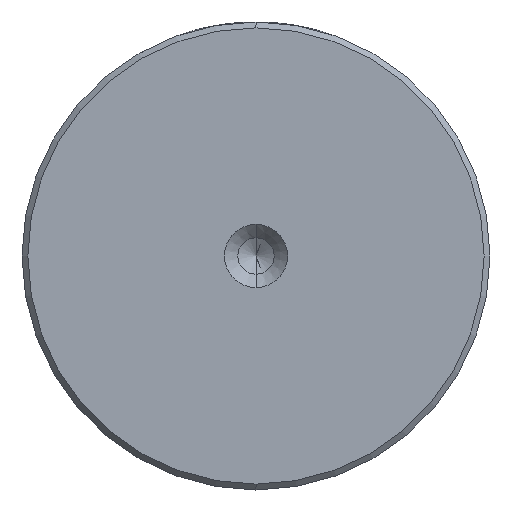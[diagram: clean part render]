
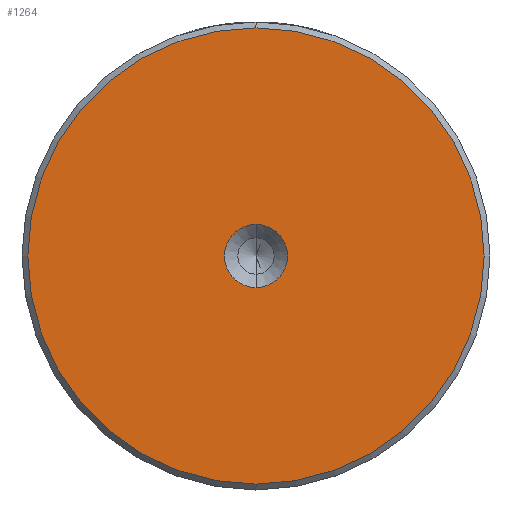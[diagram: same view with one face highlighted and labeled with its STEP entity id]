
A CAD part, left-side view. The second image highlights one B-rep face of the part: STEP entity #1264.
In plain terms, the highlighted planar face has unit normal (-1, 0, 0).
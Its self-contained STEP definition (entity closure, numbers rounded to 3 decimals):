
#127 = DIRECTION ( 'NONE',  ( -1., 0., 0. ) ) ;
#325 = EDGE_CURVE ( 'NONE', #778, #1184, #1182, .T. ) ;
#370 = CARTESIAN_POINT ( 'NONE',  ( 0., 0., 0. ) ) ;
#530 = CARTESIAN_POINT ( 'NONE',  ( 0., 0., 0. ) ) ;
#551 = AXIS2_PLACEMENT_3D ( 'NONE', #370, #2446, #1258 ) ;
#553 = FACE_BOUND ( 'NONE', #1847, .T. ) ;
#619 = CIRCLE ( 'NONE', #701, 2.7 ) ;
#621 = DIRECTION ( 'NONE',  ( -1., 0., 0. ) ) ;
#687 = CARTESIAN_POINT ( 'NONE',  ( 0., 0., 0. ) ) ;
#701 = AXIS2_PLACEMENT_3D ( 'NONE', #687, #2085, #901 ) ;
#717 = PLANE ( 'NONE',  #1557 ) ;
#778 = VERTEX_POINT ( 'NONE', #2080 ) ;
#898 = DIRECTION ( 'NONE',  ( -1., 0., 0. ) ) ;
#901 = DIRECTION ( 'NONE',  ( 0., 0., 1. ) ) ;
#929 = DIRECTION ( 'NONE',  ( 0., 0., 1. ) ) ;
#940 = VERTEX_POINT ( 'NONE', #2131 ) ;
#993 = ORIENTED_EDGE ( 'NONE', *, *, #1293, .T. ) ;
#1010 = FACE_OUTER_BOUND ( 'NONE', #2559, .T. ) ;
#1182 = CIRCLE ( 'NONE', #551, 2.7 ) ;
#1184 = VERTEX_POINT ( 'NONE', #2257 ) ;
#1189 = VERTEX_POINT ( 'NONE', #2479 ) ;
#1258 = DIRECTION ( 'NONE',  ( 0., 0., 1. ) ) ;
#1264 = ADVANCED_FACE ( 'NONE', ( #1010, #553 ), #717, .T. ) ;
#1293 = EDGE_CURVE ( 'NONE', #1189, #940, #2067, .T. ) ;
#1400 = ORIENTED_EDGE ( 'NONE', *, *, #325, .F. ) ;
#1457 = EDGE_CURVE ( 'NONE', #1184, #778, #619, .T. ) ;
#1541 = AXIS2_PLACEMENT_3D ( 'NONE', #2081, #898, #2267 ) ;
#1557 = AXIS2_PLACEMENT_3D ( 'NONE', #530, #127, #929 ) ;
#1582 = ORIENTED_EDGE ( 'NONE', *, *, #1457, .F. ) ;
#1817 = CARTESIAN_POINT ( 'NONE',  ( 0., 0., 0. ) ) ;
#1847 = EDGE_LOOP ( 'NONE', ( #1400, #1582 ) ) ;
#1951 = AXIS2_PLACEMENT_3D ( 'NONE', #1817, #621, #2020 ) ;
#1955 = EDGE_CURVE ( 'NONE', #940, #1189, #2115, .T. ) ;
#2020 = DIRECTION ( 'NONE',  ( 0., 0., 1. ) ) ;
#2067 = CIRCLE ( 'NONE', #1951, 19.5 ) ;
#2080 = CARTESIAN_POINT ( 'NONE',  ( 0., 0., 2.7 ) ) ;
#2081 = CARTESIAN_POINT ( 'NONE',  ( 0., 0., 0. ) ) ;
#2085 = DIRECTION ( 'NONE',  ( -1., 0., 0. ) ) ;
#2114 = ORIENTED_EDGE ( 'NONE', *, *, #1955, .T. ) ;
#2115 = CIRCLE ( 'NONE', #1541, 19.5 ) ;
#2131 = CARTESIAN_POINT ( 'NONE',  ( 0., 0., 19.5 ) ) ;
#2257 = CARTESIAN_POINT ( 'NONE',  ( 0., 0., -2.7 ) ) ;
#2267 = DIRECTION ( 'NONE',  ( 0., 0., 1. ) ) ;
#2446 = DIRECTION ( 'NONE',  ( -1., 0., 0. ) ) ;
#2479 = CARTESIAN_POINT ( 'NONE',  ( 0., 0., -19.5 ) ) ;
#2559 = EDGE_LOOP ( 'NONE', ( #993, #2114 ) ) ;
